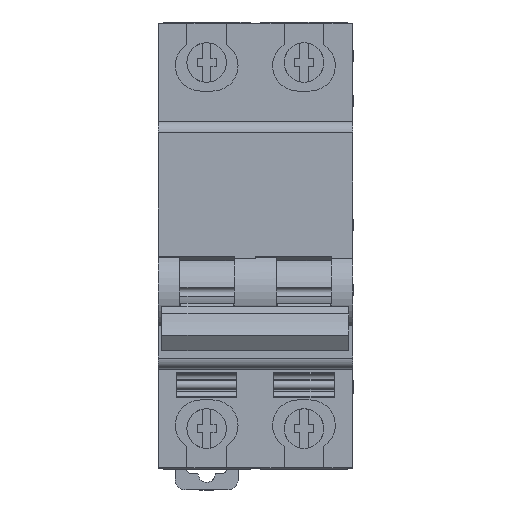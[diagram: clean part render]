
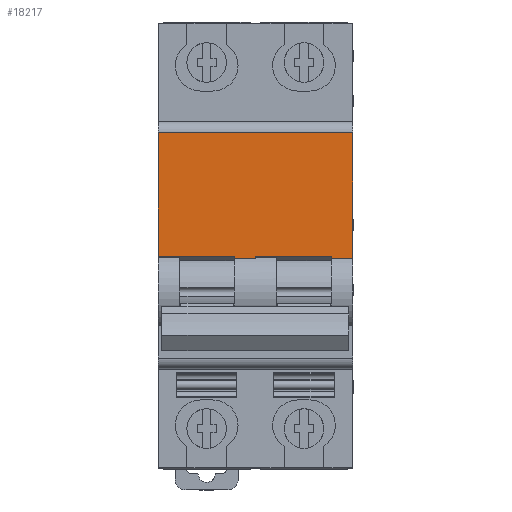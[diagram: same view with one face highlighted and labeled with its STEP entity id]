
A CAD part, top view. The second image highlights one B-rep face of the part: STEP entity #18217.
In plain terms, the highlighted planar face has unit normal (0, 0, 1).
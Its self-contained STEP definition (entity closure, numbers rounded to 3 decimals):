
#6=DIRECTION('',(0.,-1.,0.));
#7=VECTOR('',#6,22.475);
#8=CARTESIAN_POINT('',(0.,61.2,-3.313));
#9=LINE('',#8,#7);
#107=DIRECTION('',(-1.,0.,0.));
#108=VECTOR('',#107,35.4);
#109=CARTESIAN_POINT('',(35.4,61.2,-3.313));
#110=LINE('',#109,#108);
#1080=DIRECTION('',(0.,1.,0.));
#1081=VECTOR('',#1080,22.893);
#1082=CARTESIAN_POINT('',(35.4,38.307,-3.313));
#1083=LINE('',#1082,#1081);
#5685=DIRECTION('',(0.,-1.,0.));
#5686=VECTOR('',#5685,0.418);
#5687=CARTESIAN_POINT('',(31.55,38.725,-3.313));
#5688=LINE('',#5687,#5686);
#5745=DIRECTION('',(1.,0.,0.));
#5746=VECTOR('',#5745,3.85);
#5747=CARTESIAN_POINT('',(13.85,38.307,-3.313));
#5748=LINE('',#5747,#5746);
#5757=DIRECTION('',(-1.,0.,0.));
#5758=VECTOR('',#5757,13.85);
#5759=CARTESIAN_POINT('',(31.55,38.725,-3.313));
#5760=LINE('',#5759,#5758);
#5761=DIRECTION('',(0.,-1.,0.));
#5762=VECTOR('',#5761,0.418);
#5763=CARTESIAN_POINT('',(17.7,38.725,-3.313));
#5764=LINE('',#5763,#5762);
#5765=DIRECTION('',(0.,1.,0.));
#5766=VECTOR('',#5765,0.418);
#5767=CARTESIAN_POINT('',(13.85,38.307,-3.313));
#5768=LINE('',#5767,#5766);
#5769=DIRECTION('',(-1.,0.,0.));
#5770=VECTOR('',#5769,13.85);
#5771=CARTESIAN_POINT('',(13.85,38.725,-3.313));
#5772=LINE('',#5771,#5770);
#5773=DIRECTION('',(1.,0.,0.));
#5774=VECTOR('',#5773,3.85);
#5775=CARTESIAN_POINT('',(31.55,38.307,-3.313));
#5776=LINE('',#5775,#5774);
#8334=CARTESIAN_POINT('',(0.,61.2,-3.313));
#8336=VERTEX_POINT('',#8334);
#8337=CARTESIAN_POINT('',(0.,38.725,-3.313));
#8338=VERTEX_POINT('',#8337);
#8433=CARTESIAN_POINT('',(35.4,61.2,-3.313));
#8434=VERTEX_POINT('',#8433);
#8810=CARTESIAN_POINT('',(35.4,38.307,-3.313));
#8812=VERTEX_POINT('',#8810);
#9876=CARTESIAN_POINT('',(13.85,38.725,-3.313));
#9877=VERTEX_POINT('',#9876);
#10400=CARTESIAN_POINT('',(31.55,38.725,-3.313));
#10401=VERTEX_POINT('',#10400);
#10402=CARTESIAN_POINT('',(31.55,38.307,-3.313));
#10403=VERTEX_POINT('',#10402);
#10410=CARTESIAN_POINT('',(17.7,38.725,-3.313));
#10411=VERTEX_POINT('',#10410);
#10414=CARTESIAN_POINT('',(13.85,38.307,-3.313));
#10415=CARTESIAN_POINT('',(17.7,38.307,-3.313));
#10416=VERTEX_POINT('',#10414);
#10417=VERTEX_POINT('',#10415);
#18197=CARTESIAN_POINT('',(0.,63.2,-3.313));
#18198=DIRECTION('',(0.,0.,1.));
#18199=DIRECTION('',(0.,-1.,0.));
#18200=AXIS2_PLACEMENT_3D('',#18197,#18198,#18199);
#18201=PLANE('',#18200);
#18202=ORIENTED_EDGE('',*,*,#11132,.F.);
#18203=ORIENTED_EDGE('',*,*,#12312,.F.);
#18205=ORIENTED_EDGE('',*,*,#18204,.F.);
#18206=ORIENTED_EDGE('',*,*,#18127,.F.);
#18207=ORIENTED_EDGE('',*,*,#18152,.T.);
#18209=ORIENTED_EDGE('',*,*,#18208,.T.);
#18210=ORIENTED_EDGE('',*,*,#18182,.F.);
#18212=ORIENTED_EDGE('',*,*,#18211,.T.);
#18213=ORIENTED_EDGE('',*,*,#16582,.T.);
#18214=ORIENTED_EDGE('',*,*,#11023,.F.);
#18215=EDGE_LOOP('',(#18202,#18203,#18205,#18206,#18207,#18209,#18210,#18212,
#18213,#18214));
#18216=FACE_OUTER_BOUND('',#18215,.F.);
#18217=ADVANCED_FACE('',(#18216),#18201,.T.);
#11023=EDGE_CURVE('',#8336,#8338,#9,.T.);
#11132=EDGE_CURVE('',#8434,#8336,#110,.T.);
#12312=EDGE_CURVE('',#8812,#8434,#1083,.T.);
#16582=EDGE_CURVE('',#9877,#8338,#5772,.T.);
#18127=EDGE_CURVE('',#10401,#10403,#5688,.T.);
#18152=EDGE_CURVE('',#10401,#10411,#5760,.T.);
#18182=EDGE_CURVE('',#10416,#10417,#5748,.T.);
#18204=EDGE_CURVE('',#10403,#8812,#5776,.T.);
#18208=EDGE_CURVE('',#10411,#10417,#5764,.T.);
#18211=EDGE_CURVE('',#10416,#9877,#5768,.T.);
